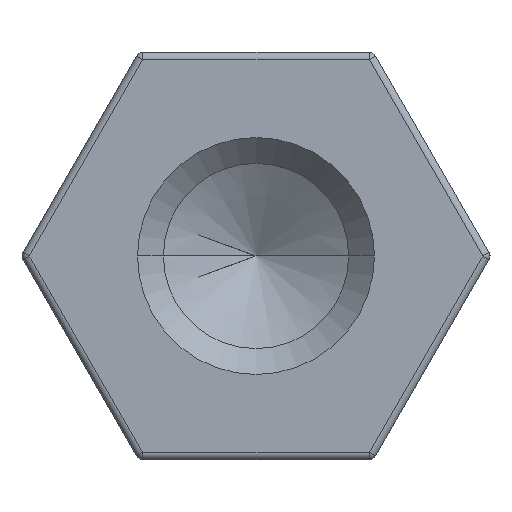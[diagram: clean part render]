
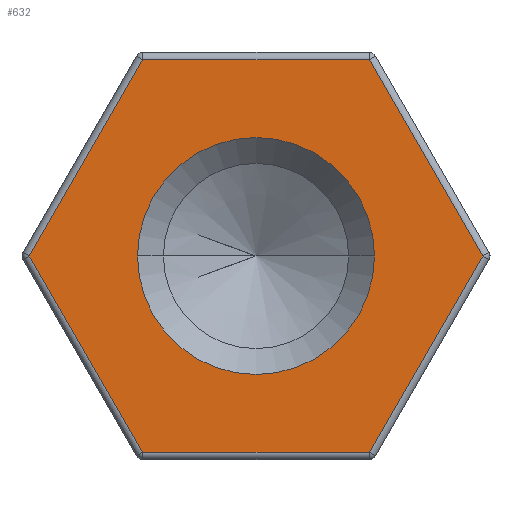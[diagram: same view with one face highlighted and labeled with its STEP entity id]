
A CAD part, left-side view. The second image highlights one B-rep face of the part: STEP entity #632.
In plain terms, the highlighted planar face has unit normal (-1, 0, 0).
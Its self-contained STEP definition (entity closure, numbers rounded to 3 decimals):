
#38 = EDGE_CURVE ( 'NONE', #981, #434, #305, .T. ) ;
#46 = AXIS2_PLACEMENT_3D ( 'NONE', #712, #424, #416 ) ;
#49 = EDGE_CURVE ( 'NONE', #830, #913, #293, .T. ) ;
#99 = EDGE_CURVE ( 'NONE', #434, #1188, #210, .T. ) ;
#108 = EDGE_CURVE ( 'NONE', #317, #252, #206, .T. ) ;
#136 = EDGE_CURVE ( 'NONE', #252, #981, #198, .T. ) ;
#142 = EDGE_CURVE ( 'NONE', #557, #317, #192, .T. ) ;
#156 = EDGE_CURVE ( 'NONE', #1188, #557, #196, .T. ) ;
#178 = VECTOR ( 'NONE', #1403, 1000. ) ;
#185 = VECTOR ( 'NONE', #1063, 1000. ) ;
#191 = VECTOR ( 'NONE', #1353, 1000. ) ;
#192 = LINE ( 'NONE', #1067, #185 ) ;
#196 = LINE ( 'NONE', #1037, #178 ) ;
#198 = LINE ( 'NONE', #1166, #191 ) ;
#201 = VECTOR ( 'NONE', #1369, 1000. ) ;
#206 = LINE ( 'NONE', #1421, #201 ) ;
#210 = LINE ( 'NONE', #1378, #219 ) ;
#211 = CARTESIAN_POINT ( 'NONE',  ( 0., 1.53, -2.65 ) ) ;
#219 = VECTOR ( 'NONE', #1373, 1000. ) ;
#252 = VERTEX_POINT ( 'NONE', #528 ) ;
#289 = VECTOR ( 'NONE', #652, 1000. ) ;
#293 = CIRCLE ( 'NONE', #46, 1.6 ) ;
#305 = LINE ( 'NONE', #698, #289 ) ;
#317 = VERTEX_POINT ( 'NONE', #211 ) ;
#354 = FACE_BOUND ( 'NONE', #914, .T. ) ;
#370 = ORIENTED_EDGE ( 'NONE', *, *, #1079, .T. ) ;
#416 = DIRECTION ( 'NONE',  ( 0., 1., 0. ) ) ;
#424 = DIRECTION ( 'NONE',  ( 1., 0., 0. ) ) ;
#434 = VERTEX_POINT ( 'NONE', #1013 ) ;
#453 = ORIENTED_EDGE ( 'NONE', *, *, #108, .T. ) ;
#517 = CARTESIAN_POINT ( 'NONE',  ( 0., 1.6, 0. ) ) ;
#527 = ORIENTED_EDGE ( 'NONE', *, *, #99, .T. ) ;
#528 = CARTESIAN_POINT ( 'NONE',  ( 0., -1.53, -2.65 ) ) ;
#535 = CARTESIAN_POINT ( 'NONE',  ( 0., -3.06, 0. ) ) ;
#557 = VERTEX_POINT ( 'NONE', #1396 ) ;
#589 = CARTESIAN_POINT ( 'NONE',  ( 0., 1.53, 2.65 ) ) ;
#632 = ADVANCED_FACE ( 'NONE', ( #1086, #354 ), #1235, .F. ) ;
#652 = DIRECTION ( 'NONE',  ( 0., 0.5, 0.866 ) ) ;
#669 = ORIENTED_EDGE ( 'NONE', *, *, #136, .T. ) ;
#698 = CARTESIAN_POINT ( 'NONE',  ( 0., -2.295, 1.325 ) ) ;
#712 = CARTESIAN_POINT ( 'NONE',  ( 0., 0., 0. ) ) ;
#728 = ORIENTED_EDGE ( 'NONE', *, *, #156, .T. ) ;
#830 = VERTEX_POINT ( 'NONE', #517 ) ;
#845 = DIRECTION ( 'NONE',  ( 0., 1., 0. ) ) ;
#859 = EDGE_LOOP ( 'NONE', ( #956, #527, #728, #915, #453, #669 ) ) ;
#864 = CARTESIAN_POINT ( 'NONE',  ( 0., -1.6, 0. ) ) ;
#881 = ORIENTED_EDGE ( 'NONE', *, *, #49, .T. ) ;
#913 = VERTEX_POINT ( 'NONE', #864 ) ;
#914 = EDGE_LOOP ( 'NONE', ( #881, #370 ) ) ;
#915 = ORIENTED_EDGE ( 'NONE', *, *, #142, .T. ) ;
#956 = ORIENTED_EDGE ( 'NONE', *, *, #38, .T. ) ;
#981 = VERTEX_POINT ( 'NONE', #535 ) ;
#1011 = DIRECTION ( 'NONE',  ( 1., 0., 0. ) ) ;
#1013 = CARTESIAN_POINT ( 'NONE',  ( 0., -1.53, 2.65 ) ) ;
#1037 = CARTESIAN_POINT ( 'NONE',  ( 0., 2.295, 1.325 ) ) ;
#1063 = DIRECTION ( 'NONE',  ( 0., -0.5, -0.866 ) ) ;
#1067 = CARTESIAN_POINT ( 'NONE',  ( 0., 2.295, -1.325 ) ) ;
#1079 = EDGE_CURVE ( 'NONE', #913, #830, #1292, .T. ) ;
#1086 = FACE_OUTER_BOUND ( 'NONE', #859, .T. ) ;
#1166 = CARTESIAN_POINT ( 'NONE',  ( 0., -2.295, -1.325 ) ) ;
#1188 = VERTEX_POINT ( 'NONE', #589 ) ;
#1235 = PLANE ( 'NONE',  #1301 ) ;
#1249 = DIRECTION ( 'NONE',  ( 0., 1., 0. ) ) ;
#1292 = CIRCLE ( 'NONE', #1366, 1.6 ) ;
#1293 = CARTESIAN_POINT ( 'NONE',  ( 0., 0., 0. ) ) ;
#1294 = DIRECTION ( 'NONE',  ( 1., 0., 0. ) ) ;
#1301 = AXIS2_PLACEMENT_3D ( 'NONE', #1293, #1294, #845 ) ;
#1353 = DIRECTION ( 'NONE',  ( 0., -0.5, 0.866 ) ) ;
#1366 = AXIS2_PLACEMENT_3D ( 'NONE', #1376, #1011, #1249 ) ;
#1369 = DIRECTION ( 'NONE',  ( 0., -1., 0. ) ) ;
#1373 = DIRECTION ( 'NONE',  ( 0., 1., 0. ) ) ;
#1376 = CARTESIAN_POINT ( 'NONE',  ( 0., 0., 0. ) ) ;
#1378 = CARTESIAN_POINT ( 'NONE',  ( 0., 0., 2.65 ) ) ;
#1396 = CARTESIAN_POINT ( 'NONE',  ( 0., 3.06, 0. ) ) ;
#1403 = DIRECTION ( 'NONE',  ( 0., 0.5, -0.866 ) ) ;
#1421 = CARTESIAN_POINT ( 'NONE',  ( 0., 0., -2.65 ) ) ;
